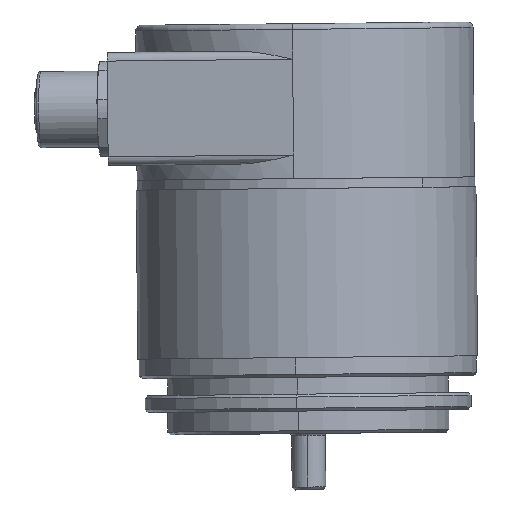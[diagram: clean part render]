
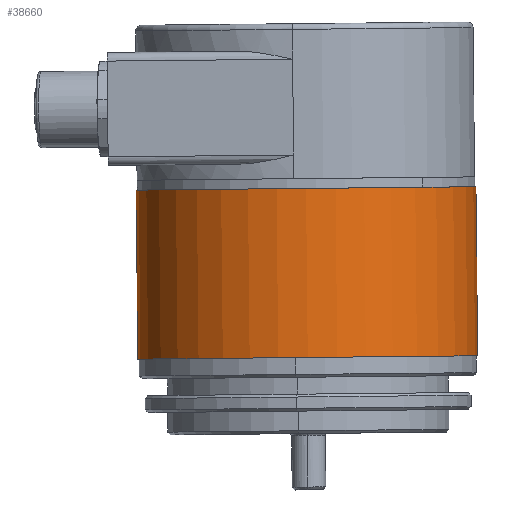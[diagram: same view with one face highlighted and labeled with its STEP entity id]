
A CAD part, front view. The second image highlights one B-rep face of the part: STEP entity #38660.
In plain terms, the highlighted cylindrical face has radius 30.15 mm (diameter 60.3 mm), a partial arc.
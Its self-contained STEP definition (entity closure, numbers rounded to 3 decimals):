
#879 = LINE ( 'NONE', #82832, #79518 ) ;
#1793 = CARTESIAN_POINT ( 'NONE',  ( 0., 19.5, 0. ) ) ;
#6444 = CARTESIAN_POINT ( 'NONE',  ( -30.447, 19.5, 29.698 ) ) ;
#8568 = ORIENTED_EDGE ( 'NONE', *, *, #57235, .T. ) ;
#8594 = CARTESIAN_POINT ( 'NONE',  ( -0.299, 19.5, 29.999 ) ) ;
#13925 = CARTESIAN_POINT ( 'NONE',  ( -30.149, 19.5, -0.3 ) ) ;
#14354 = DIRECTION ( 'NONE',  ( 1., 0., 0.01 ) ) ;
#15840 = FACE_OUTER_BOUND ( 'NONE', #51988, .T. ) ;
#16607 = DIRECTION ( 'NONE',  ( 1., 0., 0.01 ) ) ;
#16702 = CARTESIAN_POINT ( 'NONE',  ( 29.85, 19.5, 30.299 ) ) ;
#19009 = EDGE_CURVE ( 'NONE', #34734, #33700, #65451, .T. ) ;
#19906 = ORIENTED_EDGE ( 'NONE', *, *, #58163, .F. ) ;
#20148 = EDGE_CURVE ( 'NONE', #77830, #33700, #50681, .T. ) ;
#21123 = AXIS2_PLACEMENT_3D ( 'NONE', #1793, #69850, #14354 ) ;
#22577 = DIRECTION ( 'NONE',  ( -1., 0., -0.01 ) ) ;
#25405 = CIRCLE ( 'NONE', #44074, 30.15 ) ;
#30537 = DIRECTION ( 'NONE',  ( 0.01, 0., -1. ) ) ;
#33700 = VERTEX_POINT ( 'NONE', #83217 ) ;
#34734 = VERTEX_POINT ( 'NONE', #13925 ) ;
#38210 = CARTESIAN_POINT ( 'NONE',  ( 29.85, 19.5, 30.299 ) ) ;
#38660 = ADVANCED_FACE ( 'NONE', ( #15840 ), #44570, .T. ) ;
#44013 = ORIENTED_EDGE ( 'NONE', *, *, #20148, .F. ) ;
#44074 = AXIS2_PLACEMENT_3D ( 'NONE', #8594, #56079, #16607 ) ;
#44570 = CYLINDRICAL_SURFACE ( 'NONE', #72098, 30.15 ) ;
#46618 = ORIENTED_EDGE ( 'NONE', *, *, #19009, .T. ) ;
#50681 = LINE ( 'NONE', #38210, #84857 ) ;
#51988 = EDGE_LOOP ( 'NONE', ( #44013, #19906, #8568, #46618 ) ) ;
#54337 = VERTEX_POINT ( 'NONE', #6444 ) ;
#56079 = DIRECTION ( 'NONE',  ( -0.01, 0., 1. ) ) ;
#57235 = EDGE_CURVE ( 'NONE', #54337, #34734, #879, .T. ) ;
#58163 = EDGE_CURVE ( 'NONE', #54337, #77830, #25405, .T. ) ;
#65451 = CIRCLE ( 'NONE', #21123, 30.15 ) ;
#69850 = DIRECTION ( 'NONE',  ( -0.01, 0., 1. ) ) ;
#72098 = AXIS2_PLACEMENT_3D ( 'NONE', #78494, #83893, #22577 ) ;
#77830 = VERTEX_POINT ( 'NONE', #16702 ) ;
#78494 = CARTESIAN_POINT ( 'NONE',  ( -0.299, 19.5, 29.999 ) ) ;
#79518 = VECTOR ( 'NONE', #83255, 1000. ) ;
#82832 = CARTESIAN_POINT ( 'NONE',  ( -30.447, 19.5, 29.698 ) ) ;
#83217 = CARTESIAN_POINT ( 'NONE',  ( 30.149, 19.5, 0.3 ) ) ;
#83255 = DIRECTION ( 'NONE',  ( 0.01, 0., -1. ) ) ;
#83893 = DIRECTION ( 'NONE',  ( 0.01, 0., -1. ) ) ;
#84857 = VECTOR ( 'NONE', #30537, 1000. ) ;
